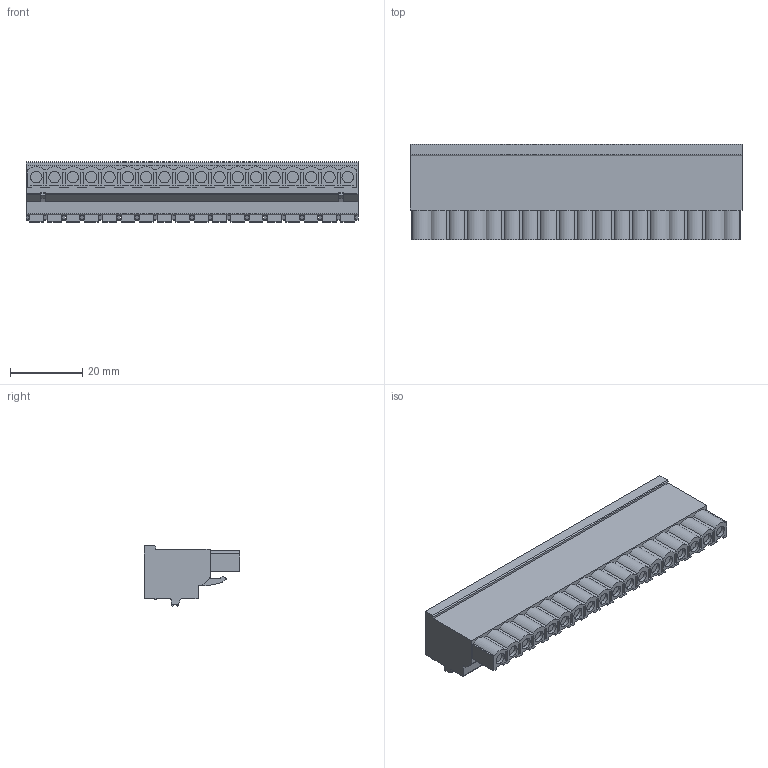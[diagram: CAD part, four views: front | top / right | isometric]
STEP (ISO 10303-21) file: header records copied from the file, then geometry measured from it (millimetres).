
FILE_DESCRIPTION((''),'2;1');
FILE_NAME('3333','2024-09-27T11:09:45',('tluser'),(''),'CREO PARAMETRIC BY PTC INC, 2018100','CREO PARAMETRIC BY PTC INC, 2018100','');
FILE_SCHEMA(('CONFIG_CONTROL_DESIGN'));
Length unit declared in the file: millimetre
Products named in the file (1): 3333
Bounding box: 92.06 x 26.6 x 16.71 mm (x, y, z)
Volume: 25446.8 mm3; surface area: 10256.1 mm2
Topology: 1 solids, 1 shells, 1012 faces, 2607 edges, 1738 vertices
Faces by surface type: plane 687, cylinder 325
Entity records: 30799 total; most frequent: CARTESIAN_POINT 5357, DIRECTION 5281, ORIENTED_EDGE 5214, EDGE_CURVE 2607, VECTOR 1957, LINE 1957, VERTEX_POINT 1738, AXIS2_PLACEMENT_3D 1662
